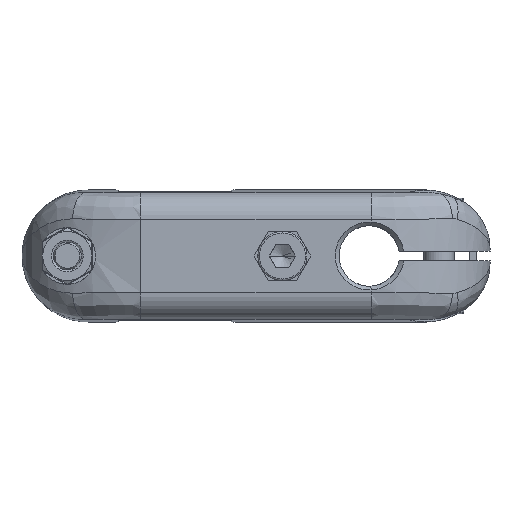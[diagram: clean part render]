
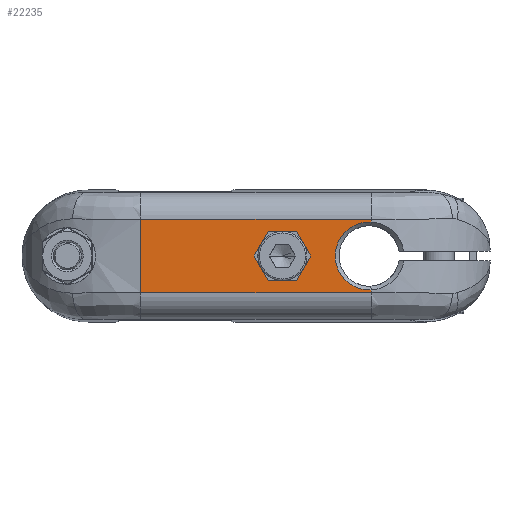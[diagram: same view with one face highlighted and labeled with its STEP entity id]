
A CAD part, front view. The second image highlights one B-rep face of the part: STEP entity #22235.
In plain terms, the highlighted planar face has unit normal (0, -1, 0).
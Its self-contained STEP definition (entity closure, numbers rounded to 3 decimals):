
#7533=CARTESIAN_POINT('',(30.5,-29.5,
-8.986));
#8390=CARTESIAN_POINT('',(30.,-29.5,0.));
#8391=DIRECTION('',(0.,-1.,0.));
#8392=DIRECTION('',(0.056,0.,0.998));
#8393=AXIS2_PLACEMENT_3D('',#8390,#8391,#8392);
#8395=DIRECTION('',(0.,0.,-1.));
#8396=VECTOR('',#8395,0.724);
#8397=CARTESIAN_POINT('',(30.5,-29.5,
-8.986));
#8398=LINE('',#8397,#8396);
#8399=DIRECTION('',(1.,0.,0.));
#8400=VECTOR('',#8399,61.);
#8401=CARTESIAN_POINT('',(-30.5,-29.5,-9.71));
#8402=LINE('',#8401,#8400);
#8403=DIRECTION('',(0.,0.,-1.));
#8404=VECTOR('',#8403,19.42);
#8405=CARTESIAN_POINT('',(-30.5,-29.5,9.71));
#8406=LINE('',#8405,#8404);
#8407=DIRECTION('',(1.,0.,0.));
#8408=VECTOR('',#8407,61.);
#8409=CARTESIAN_POINT('',(-30.5,-29.5,9.71));
#8410=LINE('',#8409,#8408);
#8411=DIRECTION('',(0.,0.,-1.));
#8412=VECTOR('',#8411,0.724);
#8413=CARTESIAN_POINT('',(30.5,-29.5,9.71));
#8414=LINE('',#8413,#8412);
#8415=DIRECTION('',(1.,0.,0.));
#8416=VECTOR('',#8415,7.506);
#8417=CARTESIAN_POINT('',(3.247,-29.5,-6.5));
#8418=LINE('',#8417,#8416);
#8419=DIRECTION('',(0.5,0.,0.866));
#8420=VECTOR('',#8419,7.506);
#8421=CARTESIAN_POINT('',(10.753,-29.5,-6.5));
#8422=LINE('',#8421,#8420);
#8423=DIRECTION('',(-0.5,0.,0.866));
#8424=VECTOR('',#8423,7.506);
#8425=CARTESIAN_POINT('',(14.506,-29.5,0.));
#8426=LINE('',#8425,#8424);
#8427=DIRECTION('',(-1.,0.,0.));
#8428=VECTOR('',#8427,7.506);
#8429=CARTESIAN_POINT('',(10.753,-29.5,6.5));
#8430=LINE('',#8429,#8428);
#8431=DIRECTION('',(-0.5,0.,-0.866));
#8432=VECTOR('',#8431,7.506);
#8433=CARTESIAN_POINT('',(3.247,-29.5,6.5));
#8434=LINE('',#8433,#8432);
#8435=DIRECTION('',(0.5,0.,-0.866));
#8436=VECTOR('',#8435,7.506);
#8437=CARTESIAN_POINT('',(-0.506,-29.5,0.));
#8438=LINE('',#8437,#8436);
#12284=CARTESIAN_POINT('',(3.247,-29.5,-6.5));
#12285=CARTESIAN_POINT('',(10.753,-29.5,-6.5));
#12286=VERTEX_POINT('',#12284);
#12287=VERTEX_POINT('',#12285);
#12288=CARTESIAN_POINT('',(14.506,-29.5,0.));
#12289=VERTEX_POINT('',#12288);
#12290=CARTESIAN_POINT('',(10.753,-29.5,6.5));
#12291=VERTEX_POINT('',#12290);
#12292=CARTESIAN_POINT('',(3.247,-29.5,6.5));
#12293=VERTEX_POINT('',#12292);
#12294=CARTESIAN_POINT('',(-0.506,-29.5,0.));
#12295=VERTEX_POINT('',#12294);
#12362=CARTESIAN_POINT('',(-30.5,-29.5,9.71));
#12363=CARTESIAN_POINT('',(-30.5,-29.5,-9.71));
#12364=VERTEX_POINT('',#12362);
#12365=VERTEX_POINT('',#12363);
#12380=CARTESIAN_POINT('',(30.5,-29.5,9.71));
#12381=VERTEX_POINT('',#12380);
#12387=CARTESIAN_POINT('',(30.5,-29.5,-9.71));
#12388=VERTEX_POINT('',#12387);
#12506=VERTEX_POINT('',#7533);
#12510=CARTESIAN_POINT('',(30.5,-29.5,8.986));
#12511=VERTEX_POINT('',#12510);
#22205=CARTESIAN_POINT('',(-62.,-29.5,17.5));
#22206=DIRECTION('',(0.,-1.,0.));
#22207=DIRECTION('',(0.,0.,-1.));
#22208=AXIS2_PLACEMENT_3D('',#22205,#22206,#22207);
#22209=PLANE('',#22208);
#22211=ORIENTED_EDGE('',*,*,#22210,.T.);
#22212=ORIENTED_EDGE('',*,*,#21464,.T.);
#22213=ORIENTED_EDGE('',*,*,#22196,.F.);
#22215=ORIENTED_EDGE('',*,*,#22214,.F.);
#22217=ORIENTED_EDGE('',*,*,#22216,.T.);
#22218=ORIENTED_EDGE('',*,*,#21313,.T.);
#22219=EDGE_LOOP('',(#22211,#22212,#22213,#22215,#22217,#22218));
#22220=FACE_OUTER_BOUND('',#22219,.F.);
#22222=ORIENTED_EDGE('',*,*,#22221,.T.);
#22224=ORIENTED_EDGE('',*,*,#22223,.T.);
#22226=ORIENTED_EDGE('',*,*,#22225,.T.);
#22228=ORIENTED_EDGE('',*,*,#22227,.T.);
#22230=ORIENTED_EDGE('',*,*,#22229,.T.);
#22232=ORIENTED_EDGE('',*,*,#22231,.T.);
#22233=EDGE_LOOP('',(#22222,#22224,#22226,#22228,#22230,#22232));
#22234=FACE_BOUND('',#22233,.F.);
#22235=ADVANCED_FACE('',(#22220,#22234),#22209,.T.);
#8394=CIRCLE('',#8393,9.);
#21313=EDGE_CURVE('',#12381,#12511,#8414,.T.);
#21464=EDGE_CURVE('',#12506,#12388,#8398,.T.);
#22196=EDGE_CURVE('',#12365,#12388,#8402,.T.);
#22210=EDGE_CURVE('',#12511,#12506,#8394,.T.);
#22214=EDGE_CURVE('',#12364,#12365,#8406,.T.);
#22216=EDGE_CURVE('',#12364,#12381,#8410,.T.);
#22221=EDGE_CURVE('',#12286,#12287,#8418,.T.);
#22223=EDGE_CURVE('',#12287,#12289,#8422,.T.);
#22225=EDGE_CURVE('',#12289,#12291,#8426,.T.);
#22227=EDGE_CURVE('',#12291,#12293,#8430,.T.);
#22229=EDGE_CURVE('',#12293,#12295,#8434,.T.);
#22231=EDGE_CURVE('',#12295,#12286,#8438,.T.);
